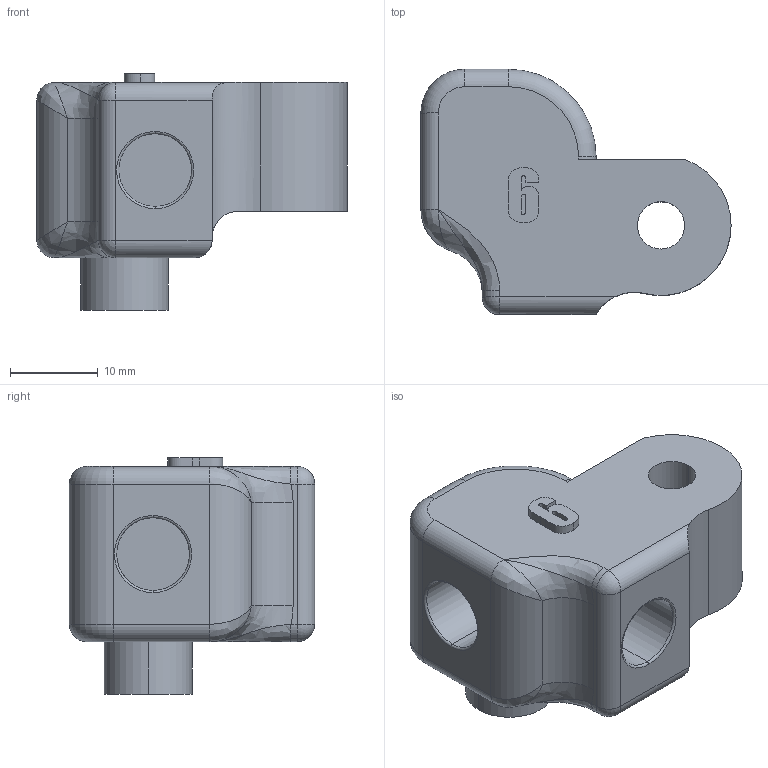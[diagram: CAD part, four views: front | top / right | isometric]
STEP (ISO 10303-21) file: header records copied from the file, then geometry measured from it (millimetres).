
FILE_DESCRIPTION (( 'STEP AP214' ), '1' );
FILE_NAME ('6corner1.STEP', '2022-10-08T16:19:55', ( '' ), ( '' ), 'SwSTEP 2.0', 'SolidWorks 2021', '' );
FILE_SCHEMA (( 'AUTOMOTIVE_DESIGN' ));
Length unit declared in the file: millimetre
Products named in the file (1): 6corner1
Bounding box: 35.41 x 28 x 27 mm (x, y, z)
Volume: 11609.5 mm3; surface area: 4310.1 mm2
Topology: 1 solids, 1 shells, 78 faces, 184 edges, 110 vertices
Faces by surface type: cylinder 29, plane 21, bspline 18, torus 8, sphere 2
Entity records: 3374 total; most frequent: CARTESIAN_POINT 1662, ORIENTED_EDGE 360, DIRECTION 325, EDGE_CURVE 180, AXIS2_PLACEMENT_3D 123, VERTEX_POINT 110, EDGE_LOOP 86, LINE 79
